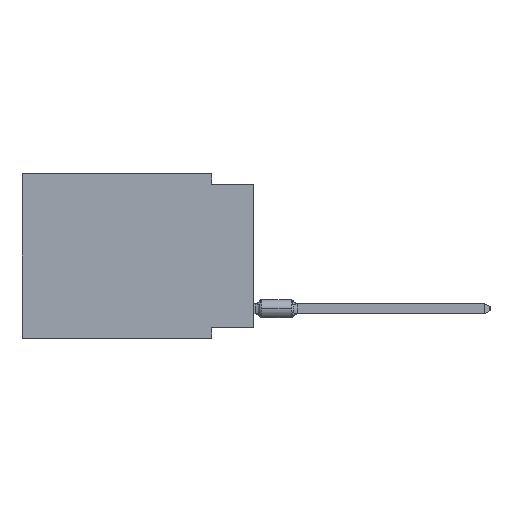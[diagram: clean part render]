
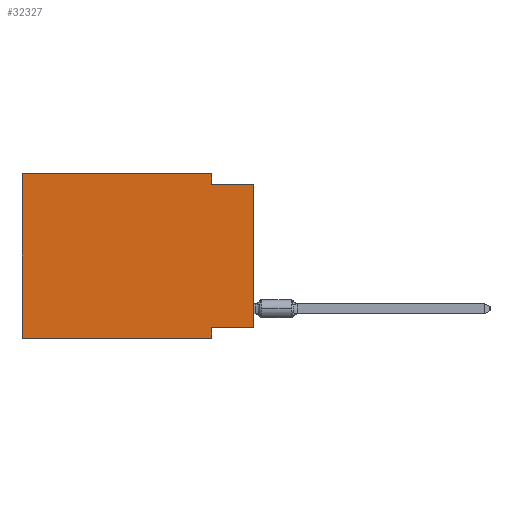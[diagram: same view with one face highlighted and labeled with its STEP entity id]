
A CAD part, left-side view. The second image highlights one B-rep face of the part: STEP entity #32327.
In plain terms, the highlighted planar face has unit normal (-1, 0, 0).
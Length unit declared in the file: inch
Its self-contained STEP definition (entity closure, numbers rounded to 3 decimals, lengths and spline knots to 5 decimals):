
#154 = CARTESIAN_POINT ( 'NONE',  ( 0., 0., -0.365 ) ) ;
#250 = CARTESIAN_POINT ( 'NONE',  ( 0., 0.1, -0.025 ) ) ;
#470 = DIRECTION ( 'NONE',  ( 0., 1., 0. ) ) ;
#563 = DIRECTION ( 'NONE',  ( 0., 0., -1. ) ) ;
#680 = ORIENTED_EDGE ( 'NONE', *, *, #9929, .F. ) ;
#2790 = DIRECTION ( 'NONE',  ( 0., -1., 0. ) ) ;
#3321 = LINE ( 'NONE', #47623, #6865 ) ;
#3827 = LINE ( 'NONE', #8433, #6631 ) ;
#6631 = VECTOR ( 'NONE', #29401, 39.37008 ) ;
#6865 = VECTOR ( 'NONE', #62060, 39.37008 ) ;
#6878 = CARTESIAN_POINT ( 'NONE',  ( 0., 0.55, 0. ) ) ;
#8433 = CARTESIAN_POINT ( 'NONE',  ( 0., 0.1, -0.39 ) ) ;
#8601 = EDGE_CURVE ( 'NONE', #28469, #56528, #64415, .T. ) ;
#9587 = ORIENTED_EDGE ( 'NONE', *, *, #15702, .T. ) ;
#9929 = EDGE_CURVE ( 'NONE', #54606, #24416, #34002, .T. ) ;
#10071 = CARTESIAN_POINT ( 'NONE',  ( 0., 0.55, 0. ) ) ;
#10464 = VECTOR ( 'NONE', #44212, 39.37008 ) ;
#10710 = CARTESIAN_POINT ( 'NONE',  ( 0., 0.1, 0. ) ) ;
#13509 = LINE ( 'NONE', #56656, #19899 ) ;
#14985 = DIRECTION ( 'NONE',  ( 1., 0., 0. ) ) ;
#15283 = VERTEX_POINT ( 'NONE', #58734 ) ;
#15702 = EDGE_CURVE ( 'NONE', #39543, #33052, #64182, .T. ) ;
#16212 = VECTOR ( 'NONE', #2790, 39.37008 ) ;
#18776 = ORIENTED_EDGE ( 'NONE', *, *, #35756, .F. ) ;
#19768 = AXIS2_PLACEMENT_3D ( 'NONE', #10071, #14985, #29418 ) ;
#19899 = VECTOR ( 'NONE', #33531, 39.37008 ) ;
#21279 = CARTESIAN_POINT ( 'NONE',  ( 0., 0., -0.365 ) ) ;
#22099 = CARTESIAN_POINT ( 'NONE',  ( 0., 0.1, -0.39 ) ) ;
#22791 = CARTESIAN_POINT ( 'NONE',  ( 0., 0.55, 0. ) ) ;
#23034 = EDGE_CURVE ( 'NONE', #15283, #54606, #23121, .T. ) ;
#23121 = LINE ( 'NONE', #22791, #16212 ) ;
#24416 = VERTEX_POINT ( 'NONE', #250 ) ;
#24468 = ORIENTED_EDGE ( 'NONE', *, *, #34988, .F. ) ;
#26830 = EDGE_CURVE ( 'NONE', #28469, #28503, #3321, .T. ) ;
#27065 = CARTESIAN_POINT ( 'NONE',  ( 0., 0.1, 0. ) ) ;
#28469 = VERTEX_POINT ( 'NONE', #21279 ) ;
#28503 = VERTEX_POINT ( 'NONE', #57688 ) ;
#28675 = CARTESIAN_POINT ( 'NONE',  ( 0., 0.1, -0.365 ) ) ;
#29401 = DIRECTION ( 'NONE',  ( 0., 0., -1. ) ) ;
#29418 = DIRECTION ( 'NONE',  ( 0., 0., -1. ) ) ;
#32327 = ADVANCED_FACE ( 'NONE', ( #34679 ), #44213, .F. ) ;
#33052 = VERTEX_POINT ( 'NONE', #22099 ) ;
#33531 = DIRECTION ( 'NONE',  ( 0., -1., 0. ) ) ;
#34002 = LINE ( 'NONE', #10710, #56597 ) ;
#34343 = CARTESIAN_POINT ( 'NONE',  ( 0., 0.55, -0.39 ) ) ;
#34679 = FACE_OUTER_BOUND ( 'NONE', #62280, .T. ) ;
#34988 = EDGE_CURVE ( 'NONE', #39543, #15283, #51844, .T. ) ;
#35756 = EDGE_CURVE ( 'NONE', #24416, #28503, #13509, .T. ) ;
#35790 = ORIENTED_EDGE ( 'NONE', *, *, #8601, .F. ) ;
#39543 = VERTEX_POINT ( 'NONE', #47489 ) ;
#41473 = ORIENTED_EDGE ( 'NONE', *, *, #23034, .F. ) ;
#44212 = DIRECTION ( 'NONE',  ( 0., -1., 0. ) ) ;
#44213 = PLANE ( 'NONE',  #19768 ) ;
#46719 = VECTOR ( 'NONE', #470, 39.37008 ) ;
#47489 = CARTESIAN_POINT ( 'NONE',  ( 0., 0.55, -0.39 ) ) ;
#47623 = CARTESIAN_POINT ( 'NONE',  ( 0., 0., 0. ) ) ;
#48731 = ORIENTED_EDGE ( 'NONE', *, *, #54997, .F. ) ;
#49174 = VECTOR ( 'NONE', #52792, 39.37008 ) ;
#50363 = ORIENTED_EDGE ( 'NONE', *, *, #26830, .T. ) ;
#51844 = LINE ( 'NONE', #6878, #49174 ) ;
#52792 = DIRECTION ( 'NONE',  ( 0., 0., 1. ) ) ;
#54606 = VERTEX_POINT ( 'NONE', #27065 ) ;
#54997 = EDGE_CURVE ( 'NONE', #56528, #33052, #3827, .T. ) ;
#56528 = VERTEX_POINT ( 'NONE', #28675 ) ;
#56597 = VECTOR ( 'NONE', #563, 39.37008 ) ;
#56656 = CARTESIAN_POINT ( 'NONE',  ( 0., 0., -0.025 ) ) ;
#57688 = CARTESIAN_POINT ( 'NONE',  ( 0., 0., -0.025 ) ) ;
#58734 = CARTESIAN_POINT ( 'NONE',  ( 0., 0.55, 0. ) ) ;
#62060 = DIRECTION ( 'NONE',  ( 0., 0., 1. ) ) ;
#62280 = EDGE_LOOP ( 'NONE', ( #50363, #18776, #680, #41473, #24468, #9587, #48731, #35790 ) ) ;
#64182 = LINE ( 'NONE', #34343, #10464 ) ;
#64415 = LINE ( 'NONE', #154, #46719 ) ;
